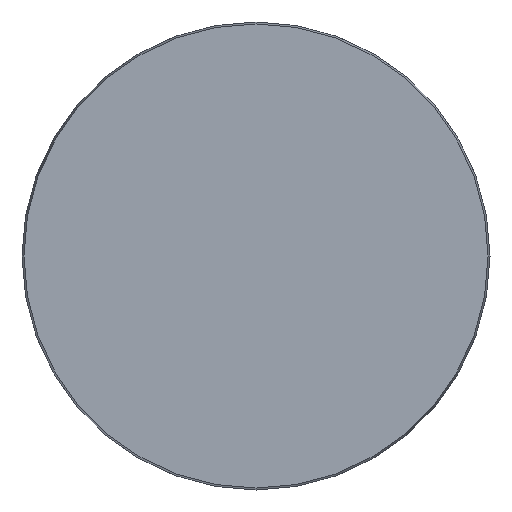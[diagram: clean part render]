
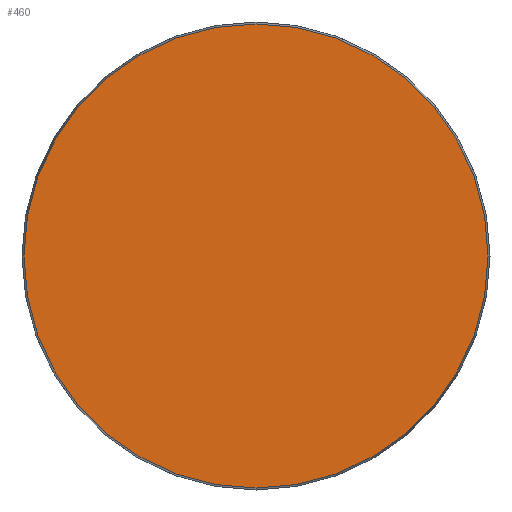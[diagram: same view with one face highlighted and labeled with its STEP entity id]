
A CAD part, front view. The second image highlights one B-rep face of the part: STEP entity #460.
In plain terms, the highlighted planar face has unit normal (0, -1, 0).
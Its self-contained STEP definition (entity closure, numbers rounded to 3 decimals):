
#70 = FACE_OUTER_BOUND ( 'NONE', #718, .T. ) ;
#90 = CIRCLE ( 'NONE', #738, 68.425 ) ;
#93 = CARTESIAN_POINT ( 'NONE',  ( 0., 0., 0. ) ) ;
#135 = CARTESIAN_POINT ( 'NONE',  ( -68.425, 0., 0. ) ) ;
#140 = ORIENTED_EDGE ( 'NONE', *, *, #294, .T. ) ;
#229 = DIRECTION ( 'NONE',  ( 0., 0., -1. ) ) ;
#238 = CARTESIAN_POINT ( 'NONE',  ( 0., 0., -68.425 ) ) ;
#294 = EDGE_CURVE ( 'NONE', #520, #520, #90, .T. ) ;
#316 = PLANE ( 'NONE',  #724 ) ;
#350 = DIRECTION ( 'NONE',  ( 0., -1., 0. ) ) ;
#460 = ADVANCED_FACE ( 'NONE', ( #70 ), #316, .F. ) ;
#520 = VERTEX_POINT ( 'NONE', #238 ) ;
#540 = DIRECTION ( 'NONE',  ( 0., 0., 1. ) ) ;
#718 = EDGE_LOOP ( 'NONE', ( #140 ) ) ;
#724 = AXIS2_PLACEMENT_3D ( 'NONE', #135, #755, #540 ) ;
#738 = AXIS2_PLACEMENT_3D ( 'NONE', #93, #350, #229 ) ;
#755 = DIRECTION ( 'NONE',  ( 0., 1., 0. ) ) ;
